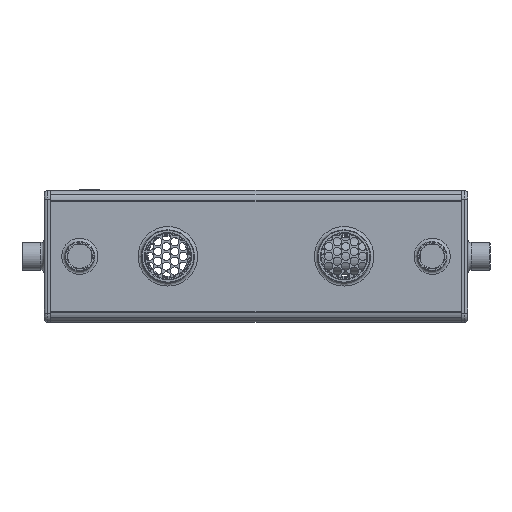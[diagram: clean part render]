
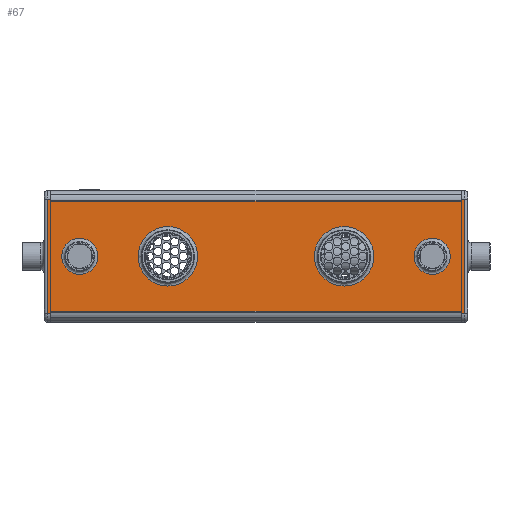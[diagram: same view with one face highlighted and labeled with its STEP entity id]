
A CAD part, left-side view. The second image highlights one B-rep face of the part: STEP entity #67.
In plain terms, the highlighted planar face has unit normal (-1, 0, 0).
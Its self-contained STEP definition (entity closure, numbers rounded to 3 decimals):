
#67=ADVANCED_FACE('',(#7978,#7980,#7982,#7984,#7986),#7988,.T.);
#7978=FACE_BOUND('',#7979,.T.);
#7979=EDGE_LOOP('',(#17859,#17860,#17861,#17862,#17863,#17864,#17865,#17866,#17867,
#17868,#17869,#17870,#17871,#17872,#17873,#17874));
#7980=FACE_BOUND('',#7981,.T.);
#7981=EDGE_LOOP('',(#17875));
#7982=FACE_BOUND('',#7983,.T.);
#7983=EDGE_LOOP('',(#17876));
#7984=FACE_BOUND('',#7985,.T.);
#7985=EDGE_LOOP('',(#17877));
#7986=FACE_BOUND('',#7987,.T.);
#7987=EDGE_LOOP('',(#17878));
#7988=PLANE('',#7989);
#7989=AXIS2_PLACEMENT_3D('',#7990,#7991,#7992);
#7990=CARTESIAN_POINT('',(-60.,0.,-69.967));
#7991=DIRECTION('',(-1.,0.,0.));
#7992=DIRECTION('',(0.,0.,1.));
#17859=ORIENTED_EDGE('',*,*,#21651,.T.);
#17860=ORIENTED_EDGE('',*,*,#21652,.F.);
#17861=ORIENTED_EDGE('',*,*,#21653,.T.);
#17862=ORIENTED_EDGE('',*,*,#21654,.T.);
#17863=ORIENTED_EDGE('',*,*,#21655,.F.);
#17864=ORIENTED_EDGE('',*,*,#21656,.F.);
#17865=ORIENTED_EDGE('',*,*,#21657,.F.);
#17866=ORIENTED_EDGE('',*,*,#21658,.F.);
#17867=ORIENTED_EDGE('',*,*,#21659,.F.);
#17868=ORIENTED_EDGE('',*,*,#21660,.T.);
#17869=ORIENTED_EDGE('',*,*,#21661,.T.);
#17870=ORIENTED_EDGE('',*,*,#21662,.T.);
#17871=ORIENTED_EDGE('',*,*,#21663,.F.);
#17872=ORIENTED_EDGE('',*,*,#21664,.F.);
#17873=ORIENTED_EDGE('',*,*,#21665,.F.);
#17874=ORIENTED_EDGE('',*,*,#21666,.T.);
#17875=ORIENTED_EDGE('',*,*,#21667,.F.);
#17876=ORIENTED_EDGE('',*,*,#21668,.F.);
#17877=ORIENTED_EDGE('',*,*,#21669,.F.);
#17878=ORIENTED_EDGE('',*,*,#21670,.F.);
#21651=EDGE_CURVE('',#23550,#23551,#23552,.T.);
#21652=EDGE_CURVE('',#23553,#23551,#23554,.T.);
#21653=EDGE_CURVE('',#23553,#23555,#23556,.T.);
#21654=EDGE_CURVE('',#23555,#23557,#23558,.F.);
#21655=EDGE_CURVE('',#23559,#23557,#23560,.T.);
#21656=EDGE_CURVE('',#23561,#23559,#23562,.F.);
#21657=EDGE_CURVE('',#23563,#23561,#23564,.T.);
#21658=EDGE_CURVE('',#23565,#23563,#23566,.T.);
#21659=EDGE_CURVE('',#23567,#23565,#23568,.T.);
#21660=EDGE_CURVE('',#23567,#23569,#23570,.T.);
#21661=EDGE_CURVE('',#23569,#23571,#23572,.T.);
#21662=EDGE_CURVE('',#23571,#23573,#23574,.F.);
#21663=EDGE_CURVE('',#23575,#23573,#23576,.T.);
#21664=EDGE_CURVE('',#23577,#23575,#23578,.F.);
#21665=EDGE_CURVE('',#23579,#23577,#23580,.T.);
#21666=EDGE_CURVE('',#23579,#23550,#23581,.T.);
#21667=EDGE_CURVE('',#23582,#23582,#23583,.T.);
#21668=EDGE_CURVE('',#23584,#23584,#23585,.T.);
#21669=EDGE_CURVE('',#23586,#23586,#23587,.T.);
#21670=EDGE_CURVE('',#23588,#23588,#23589,.T.);
#23550=VERTEX_POINT('',#26963);
#23551=VERTEX_POINT('',#26964);
#23552=LINE('',#26965,#26966);
#23553=VERTEX_POINT('',#26968);
#23554=LINE('',#26969,#26970);
#23555=VERTEX_POINT('',#26972);
#23556=LINE('',#26973,#26974);
#23557=VERTEX_POINT('',#26976);
#23558=LINE('',#26977,#26978);
#23559=VERTEX_POINT('',#26980);
#23560=LINE('',#26981,#26982);
#23561=VERTEX_POINT('',#26984);
#23562=LINE('',#26985,#26986);
#23563=VERTEX_POINT('',#26988);
#23564=LINE('',#26989,#26990);
#23565=VERTEX_POINT('',#26992);
#23566=LINE('',#26993,#26994);
#23567=VERTEX_POINT('',#26996);
#23568=LINE('',#26997,#26998);
#23569=VERTEX_POINT('',#27000);
#23570=LINE('',#27001,#27002);
#23571=VERTEX_POINT('',#27004);
#23572=LINE('',#27005,#27006);
#23573=VERTEX_POINT('',#27008);
#23574=LINE('',#27009,#27010);
#23575=VERTEX_POINT('',#27012);
#23576=LINE('',#27013,#27014);
#23577=VERTEX_POINT('',#27016);
#23578=LINE('',#27017,#27018);
#23579=VERTEX_POINT('',#27020);
#23580=LINE('',#27021,#27022);
#23581=LINE('',#27024,#27025);
#23582=VERTEX_POINT('',#27027);
#23583=CIRCLE('',#27028,16.4);
#23584=VERTEX_POINT('',#27032);
#23585=CIRCLE('',#27033,27.);
#23586=VERTEX_POINT('',#27037);
#23587=CIRCLE('',#27038,27.);
#23588=VERTEX_POINT('',#27042);
#23589=CIRCLE('',#27043,16.4);
#26963=CARTESIAN_POINT('',(-60.,0.,30.033));
#26964=CARTESIAN_POINT('',(-60.,373.,30.033));
#26965=CARTESIAN_POINT('',(-60.,0.,30.033));
#26966=VECTOR('',#26967,1.);
#26967=DIRECTION('',(0.,1.,0.));
#26968=CARTESIAN_POINT('',(-60.,373.,32.033));
#26969=CARTESIAN_POINT('',(-60.,373.,32.033));
#26970=VECTOR('',#26971,1.);
#26971=DIRECTION('',(0.,0.,-1.));
#26972=CARTESIAN_POINT('',(-60.,376.04,32.033));
#26973=CARTESIAN_POINT('',(-60.,373.,32.033));
#26974=VECTOR('',#26975,1.);
#26975=DIRECTION('',(0.,1.,0.));
#26976=CARTESIAN_POINT('',(-60.,376.042,32.033));
#26977=CARTESIAN_POINT('',(-60.,376.042,32.033));
#26978=VECTOR('',#26979,1.);
#26979=DIRECTION('',(0.,-1.,0.));
#26980=CARTESIAN_POINT('',(-60.,376.042,-71.967));
#26981=CARTESIAN_POINT('',(-60.,376.042,-71.967));
#26982=VECTOR('',#26983,1.);
#26983=DIRECTION('',(0.,0.,1.));
#26984=CARTESIAN_POINT('',(-60.,376.04,-71.967));
#26985=CARTESIAN_POINT('',(-60.,376.042,-71.967));
#26986=VECTOR('',#26987,1.);
#26987=DIRECTION('',(0.,-1.,0.));
#26988=CARTESIAN_POINT('',(-60.,373.,-71.967));
#26989=CARTESIAN_POINT('',(-60.,373.,-71.967));
#26990=VECTOR('',#26991,1.);
#26991=DIRECTION('',(0.,1.,0.));
#26992=CARTESIAN_POINT('',(-60.,373.,-69.967));
#26993=CARTESIAN_POINT('',(-60.,373.,-69.967));
#26994=VECTOR('',#26995,1.);
#26995=DIRECTION('',(0.,0.,-1.));
#26996=CARTESIAN_POINT('',(-60.,0.,-69.967));
#26997=CARTESIAN_POINT('',(-60.,0.,-69.967));
#26998=VECTOR('',#26999,1.);
#26999=DIRECTION('',(0.,1.,0.));
#27000=CARTESIAN_POINT('',(-60.,0.,-71.967));
#27001=CARTESIAN_POINT('',(-60.,0.,-69.967));
#27002=VECTOR('',#27003,1.);
#27003=DIRECTION('',(0.,0.,-1.));
#27004=CARTESIAN_POINT('',(-60.,-3.04,-71.967));
#27005=CARTESIAN_POINT('',(-60.,0.,-71.967));
#27006=VECTOR('',#27007,1.);
#27007=DIRECTION('',(0.,-1.,0.));
#27008=CARTESIAN_POINT('',(-60.,-3.042,-71.967));
#27009=CARTESIAN_POINT('',(-60.,-3.042,-71.967));
#27010=VECTOR('',#27011,1.);
#27011=DIRECTION('',(0.,1.,0.));
#27012=CARTESIAN_POINT('',(-60.,-3.042,32.033));
#27013=CARTESIAN_POINT('',(-60.,-3.042,32.033));
#27014=VECTOR('',#27015,1.);
#27015=DIRECTION('',(0.,0.,-1.));
#27016=CARTESIAN_POINT('',(-60.,-3.04,32.033));
#27017=CARTESIAN_POINT('',(-60.,-3.042,32.033));
#27018=VECTOR('',#27019,1.);
#27019=DIRECTION('',(0.,1.,0.));
#27020=CARTESIAN_POINT('',(-60.,0.,32.033));
#27021=CARTESIAN_POINT('',(-60.,0.,32.033));
#27022=VECTOR('',#27023,1.);
#27023=DIRECTION('',(0.,-1.,0.));
#27024=CARTESIAN_POINT('',(-60.,0.,32.033));
#27025=VECTOR('',#27026,1.);
#27026=DIRECTION('',(0.,0.,-1.));
#27027=CARTESIAN_POINT('',(-60.,42.9,-19.967));
#27028=AXIS2_PLACEMENT_3D('',#27029,#27030,#27031);
#27029=CARTESIAN_POINT('',(-60.,26.5,-19.967));
#27030=DIRECTION('',(-1.,0.,0.));
#27031=DIRECTION('',(0.,1.,0.));
#27032=CARTESIAN_POINT('',(-60.,79.5,-19.967));
#27033=AXIS2_PLACEMENT_3D('',#27034,#27035,#27036);
#27034=CARTESIAN_POINT('',(-60.,106.5,-19.967));
#27035=DIRECTION('',(-1.,0.,0.));
#27036=DIRECTION('',(0.,-1.,0.));
#27037=CARTESIAN_POINT('',(-60.,239.5,-19.967));
#27038=AXIS2_PLACEMENT_3D('',#27039,#27040,#27041);
#27039=CARTESIAN_POINT('',(-60.,266.5,-19.967));
#27040=DIRECTION('',(-1.,0.,0.));
#27041=DIRECTION('',(0.,-1.,0.));
#27042=CARTESIAN_POINT('',(-60.,362.9,-19.967));
#27043=AXIS2_PLACEMENT_3D('',#27044,#27045,#27046);
#27044=CARTESIAN_POINT('',(-60.,346.5,-19.967));
#27045=DIRECTION('',(-1.,0.,0.));
#27046=DIRECTION('',(0.,1.,0.));
